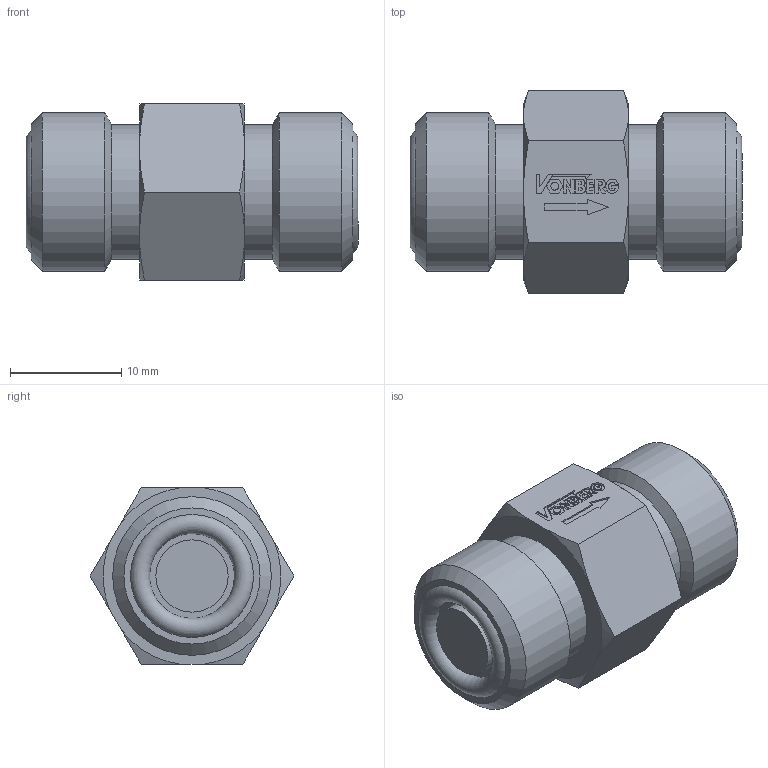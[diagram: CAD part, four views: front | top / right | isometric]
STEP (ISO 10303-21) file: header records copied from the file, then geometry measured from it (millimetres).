
FILE_DESCRIPTION((''),'2;1');
FILE_NAME('1904FS.stp','2015-01-02T10:32:09',('jml'),(''),'Autodesk Inventor 2010','Autodesk Inventor 2010','');
FILE_SCHEMA(('AUTOMOTIVE_DESIGN { 1 0 10303 214 1 1 1 1 }'));
Length unit declared in the file: inch
Products named in the file (3): 1904FS; 1904FS_BODY; 011 O-RING
Assembly tree (3 placements, depth 2):
  1904FS
    1904FS_BODY
    011 O-RING  x2
Bounding box: 29.87 x 18.33 x 15.88 mm (x, y, z)
Volume: 4858.1 mm3; surface area: 2347.6 mm2
Topology: 3 solids, 3 shells, 138 faces, 343 edges, 226 vertices
Faces by surface type: plane 97, cylinder 23, cone 16, torus 2
Full cylindrical faces by diameter (mm): 0.696 x1, 6.502 x2, 11.074 x2, 12.141 x2, 14.275 x2
Entity records: 4082 total; most frequent: CARTESIAN_POINT 744, ORIENTED_EDGE 656, DIRECTION 652, EDGE_CURVE 328, VECTOR 242, LINE 242, VERTEX_POINT 225, AXIS2_PLACEMENT_3D 205
